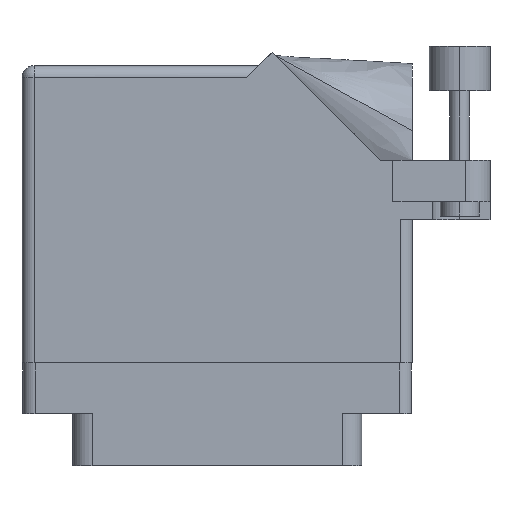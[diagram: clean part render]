
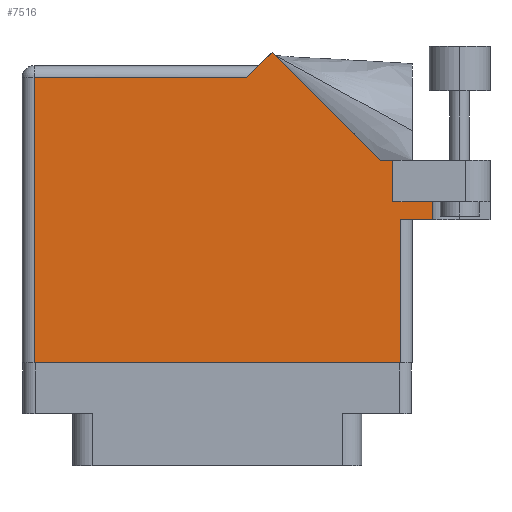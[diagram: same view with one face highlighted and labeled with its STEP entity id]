
A CAD part, front view. The second image highlights one B-rep face of the part: STEP entity #7516.
In plain terms, the highlighted face is planar.
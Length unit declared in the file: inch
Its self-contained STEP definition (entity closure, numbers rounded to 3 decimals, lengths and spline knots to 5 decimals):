
#36 = VERTEX_POINT ( 'NONE', #19762 ) ;
#168 = LINE ( 'NONE', #30545, #21161 ) ;
#427 = DIRECTION ( 'NONE',  ( 0., -1., 0. ) ) ;
#895 = DIRECTION ( 'NONE',  ( 1., 0., 0. ) ) ;
#1132 = VECTOR ( 'NONE', #32380, 39.37008 ) ;
#1336 = CARTESIAN_POINT ( 'NONE',  ( 2.01, 0.737, 0. ) ) ;
#2302 = CARTESIAN_POINT ( 'NONE',  ( 0.062, 0., 0. ) ) ;
#2915 = VECTOR ( 'NONE', #20900, 39.37008 ) ;
#3494 = ORIENTED_EDGE ( 'NONE', *, *, #27354, .T. ) ;
#3789 = LINE ( 'NONE', #17143, #32013 ) ;
#5334 = CARTESIAN_POINT ( 'NONE',  ( 1.28771, 1.60071, 0. ) ) ;
#5654 = FACE_OUTER_BOUND ( 'NONE', #16635, .T. ) ;
#6615 = EDGE_CURVE ( 'NONE', #9207, #27878, #168, .T. ) ;
#7516 = ADVANCED_FACE ( 'NONE', ( #5654 ), #14345, .F. ) ;
#7876 = DIRECTION ( 'NONE',  ( 0., 1., 0. ) ) ;
#8175 = CARTESIAN_POINT ( 'NONE',  ( 1.155, 1.468, 0. ) ) ;
#8204 = DIRECTION ( 'NONE',  ( -0.707, 0.707, 0. ) ) ;
#8417 = ORIENTED_EDGE ( 'NONE', *, *, #24124, .T. ) ;
#8448 = ORIENTED_EDGE ( 'NONE', *, *, #8666, .T. ) ;
#8637 = VERTEX_POINT ( 'NONE', #34066 ) ;
#8666 = EDGE_CURVE ( 'NONE', #20099, #27878, #27784, .T. ) ;
#9146 = CARTESIAN_POINT ( 'NONE',  ( 1.948, 0.737, 0. ) ) ;
#9207 = VERTEX_POINT ( 'NONE', #30711 ) ;
#9364 = CARTESIAN_POINT ( 'NONE',  ( 0., 0., 0. ) ) ;
#9394 = CARTESIAN_POINT ( 'NONE',  ( 1.84442, 1.044, 0. ) ) ;
#9874 = CARTESIAN_POINT ( 'NONE',  ( 2.41, 1.044, 0. ) ) ;
#10904 = EDGE_CURVE ( 'NONE', #27020, #20099, #21301, .T. ) ;
#10966 = ORIENTED_EDGE ( 'NONE', *, *, #10904, .T. ) ;
#10985 = VECTOR ( 'NONE', #8204, 39.37008 ) ;
#11736 = ORIENTED_EDGE ( 'NONE', *, *, #25496, .T. ) ;
#11852 = DIRECTION ( 'NONE',  ( 1., 0., 0. ) ) ;
#12487 = DIRECTION ( 'NONE',  ( -1., 0., 0. ) ) ;
#13127 = ORIENTED_EDGE ( 'NONE', *, *, #24664, .F. ) ;
#13446 = VERTEX_POINT ( 'NONE', #9394 ) ;
#13803 = DIRECTION ( 'NONE',  ( -1., 0., 0. ) ) ;
#14345 = PLANE ( 'NONE',  #24946 ) ;
#14466 = DIRECTION ( 'NONE',  ( -1., 0., 0. ) ) ;
#14592 = CARTESIAN_POINT ( 'NONE',  ( 0., 1.53, 0. ) ) ;
#16448 = VERTEX_POINT ( 'NONE', #8175 ) ;
#16635 = EDGE_LOOP ( 'NONE', ( #3494, #10966, #8448, #23572, #13127, #11736, #8417, #27538, #32982, #31235, #17398 ) ) ;
#17078 = VECTOR ( 'NONE', #7876, 39.37008 ) ;
#17127 = DIRECTION ( 'NONE',  ( 0., 0., -1. ) ) ;
#17143 = CARTESIAN_POINT ( 'NONE',  ( 1.217, 1.53, 0. ) ) ;
#17295 = CARTESIAN_POINT ( 'NONE',  ( 1.91, 0.831, 0. ) ) ;
#17394 = CARTESIAN_POINT ( 'NONE',  ( 0.062, 0., 0. ) ) ;
#17398 = ORIENTED_EDGE ( 'NONE', *, *, #18223, .T. ) ;
#17435 = LINE ( 'NONE', #27413, #10985 ) ;
#18223 = EDGE_CURVE ( 'NONE', #36, #24863, #23810, .T. ) ;
#18338 = VECTOR ( 'NONE', #12487, 39.37008 ) ;
#18448 = LINE ( 'NONE', #17295, #32527 ) ;
#19762 = CARTESIAN_POINT ( 'NONE',  ( 0.062, 1.468, 0. ) ) ;
#20099 = VERTEX_POINT ( 'NONE', #9146 ) ;
#20577 = VECTOR ( 'NONE', #11852, 39.37008 ) ;
#20900 = DIRECTION ( 'NONE',  ( 0., 1., 0. ) ) ;
#21161 = VECTOR ( 'NONE', #427, 39.37008 ) ;
#21203 = EDGE_CURVE ( 'NONE', #16448, #36, #30050, .T. ) ;
#21301 = LINE ( 'NONE', #34734, #2915 ) ;
#21813 = CARTESIAN_POINT ( 'NONE',  ( 0., 1.468, 0. ) ) ;
#23572 = ORIENTED_EDGE ( 'NONE', *, *, #6615, .F. ) ;
#23810 = LINE ( 'NONE', #2302, #1132 ) ;
#24124 = EDGE_CURVE ( 'NONE', #8637, #13446, #34099, .T. ) ;
#24218 = CARTESIAN_POINT ( 'NONE',  ( 1.91, 0.831, 0. ) ) ;
#24316 = CARTESIAN_POINT ( 'NONE',  ( 2.1115, 0.737, 0. ) ) ;
#24664 = EDGE_CURVE ( 'NONE', #27764, #9207, #18448, .T. ) ;
#24863 = VERTEX_POINT ( 'NONE', #17394 ) ;
#24946 = AXIS2_PLACEMENT_3D ( 'NONE', #14592, #17127, #14466 ) ;
#25496 = EDGE_CURVE ( 'NONE', #27764, #8637, #26054, .T. ) ;
#25711 = DIRECTION ( 'NONE',  ( -0.707, -0.707, 0. ) ) ;
#25953 = DIRECTION ( 'NONE',  ( 1., 0., 0. ) ) ;
#26054 = LINE ( 'NONE', #24218, #17078 ) ;
#27020 = VERTEX_POINT ( 'NONE', #31786 ) ;
#27199 = EDGE_CURVE ( 'NONE', #13446, #29581, #17435, .T. ) ;
#27354 = EDGE_CURVE ( 'NONE', #24863, #27020, #34074, .T. ) ;
#27413 = CARTESIAN_POINT ( 'NONE',  ( 1.84442, 1.044, 0. ) ) ;
#27538 = ORIENTED_EDGE ( 'NONE', *, *, #27199, .T. ) ;
#27764 = VERTEX_POINT ( 'NONE', #33532 ) ;
#27784 = LINE ( 'NONE', #1336, #20577 ) ;
#27878 = VERTEX_POINT ( 'NONE', #24316 ) ;
#29581 = VERTEX_POINT ( 'NONE', #5334 ) ;
#30050 = LINE ( 'NONE', #21813, #31342 ) ;
#30545 = CARTESIAN_POINT ( 'NONE',  ( 2.1115, 1.16177, 0. ) ) ;
#30711 = CARTESIAN_POINT ( 'NONE',  ( 2.1115, 0.831, 0. ) ) ;
#31235 = ORIENTED_EDGE ( 'NONE', *, *, #21203, .T. ) ;
#31342 = VECTOR ( 'NONE', #13803, 39.37008 ) ;
#31516 = VECTOR ( 'NONE', #25953, 39.37008 ) ;
#31786 = CARTESIAN_POINT ( 'NONE',  ( 1.948, 0., 0. ) ) ;
#32013 = VECTOR ( 'NONE', #25711, 39.37008 ) ;
#32261 = EDGE_CURVE ( 'NONE', #29581, #16448, #3789, .T. ) ;
#32380 = DIRECTION ( 'NONE',  ( 0., -1., 0. ) ) ;
#32527 = VECTOR ( 'NONE', #895, 39.37008 ) ;
#32982 = ORIENTED_EDGE ( 'NONE', *, *, #32261, .T. ) ;
#33532 = CARTESIAN_POINT ( 'NONE',  ( 1.91, 0.831, 0. ) ) ;
#34066 = CARTESIAN_POINT ( 'NONE',  ( 1.91, 1.044, 0. ) ) ;
#34074 = LINE ( 'NONE', #9364, #31516 ) ;
#34099 = LINE ( 'NONE', #9874, #18338 ) ;
#34734 = CARTESIAN_POINT ( 'NONE',  ( 1.948, 0.737, 0. ) ) ;
